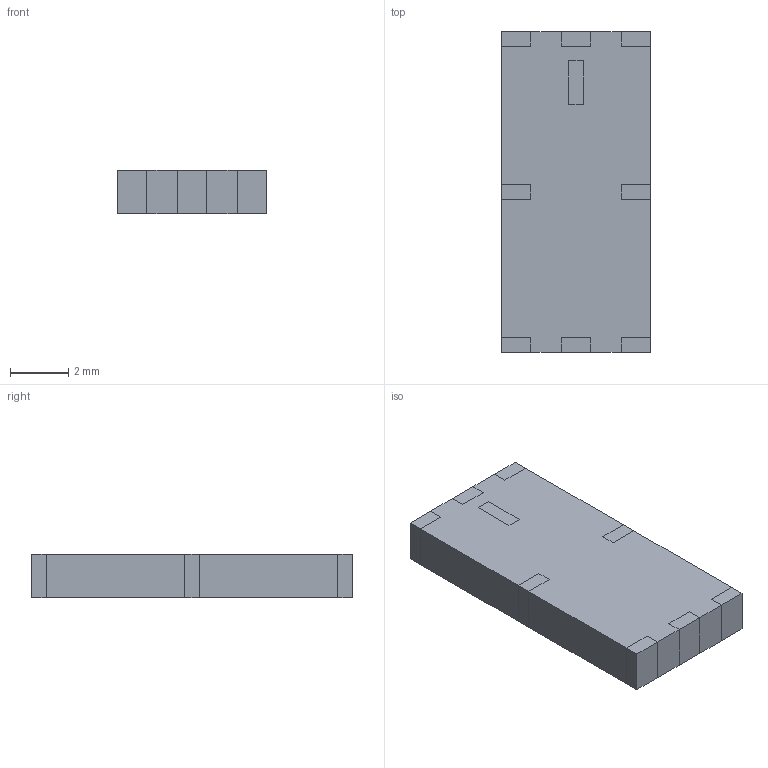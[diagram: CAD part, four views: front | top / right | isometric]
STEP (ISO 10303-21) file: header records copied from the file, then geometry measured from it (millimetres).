
FILE_DESCRIPTION(('STEP AP214'),'1');
FILE_NAME('AE_Wurth_WE-MCA_7488910092.step','2025-03-31T06:33:10',(' '),('ANSOFT Corporation'),'Spatial InterOp 3D',' ',' ');
FILE_SCHEMA(('AUTOMOTIVE_DESIGN { 1 0 10303 214 1 1 1 1 }'));
Length unit declared in the file: millimetre
Products named in the file (1): Pin
Bounding box: 5.1 x 11 x 1.5 mm (x, y, z)
Volume: 84.1 mm3; surface area: 213 mm2
Topology: 10 solids, 10 shells, 89 faces, 204 edges, 136 vertices
Faces by surface type: plane 89
Entity records: 3022 total; most frequent: CARTESIAN_POINT 439, ORIENTED_EDGE 408, DIRECTION 402, EDGE_CURVE 204, LINE 204, VECTOR 204, VERTEX_POINT 136, AXIS2_PLACEMENT_3D 99
